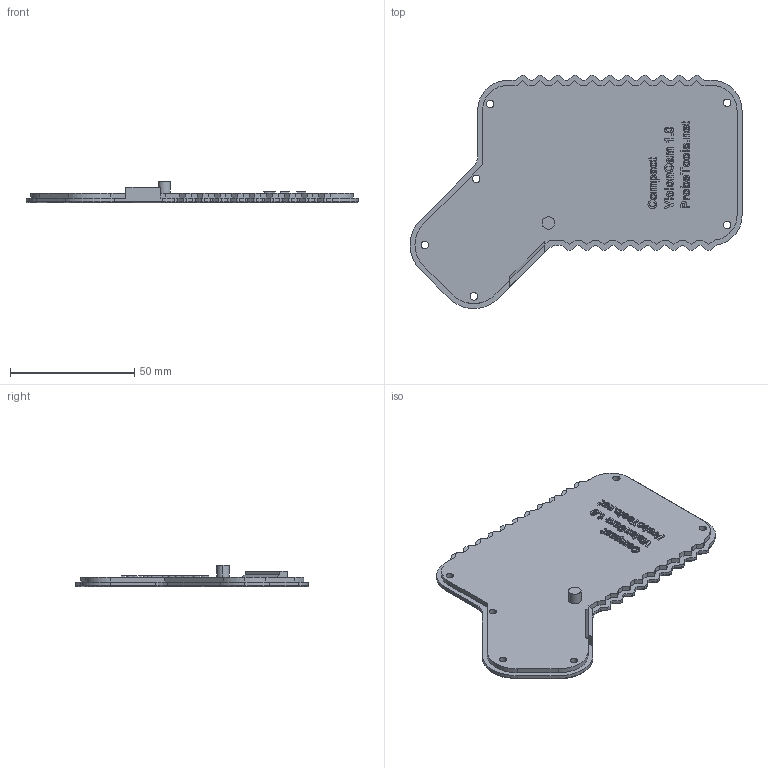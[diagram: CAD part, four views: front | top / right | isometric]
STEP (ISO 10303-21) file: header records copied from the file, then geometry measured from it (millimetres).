
FILE_DESCRIPTION (( 'STEP AP203' ), '1' );
FILE_NAME ('Compact VisionCam Back.STEP', '2018-04-20T15:10:28', ( '' ), ( '' ), 'SwSTEP 2.0', 'SolidWorks 2017', '' );
FILE_SCHEMA (( 'CONFIG_CONTROL_DESIGN' ));
Length unit declared in the file: millimetre
Products named in the file (1): Compact VisionCam Back
Bounding box: 133.54 x 93.73 x 8.57 mm (x, y, z)
Volume: 30963.5 mm3; surface area: 19119.2 mm2
Topology: 1 solids, 1 shells, 738 faces, 1956 edges, 1269 vertices
Faces by surface type: plane 370, bspline 235, cylinder 114, torus 19
Entity records: 34194 total; most frequent: CARTESIAN_POINT 17601, ORIENTED_EDGE 3912, DIRECTION 2514, EDGE_CURVE 1956, VECTOR 1306, LINE 1306, VERTEX_POINT 1269, EDGE_LOOP 799
